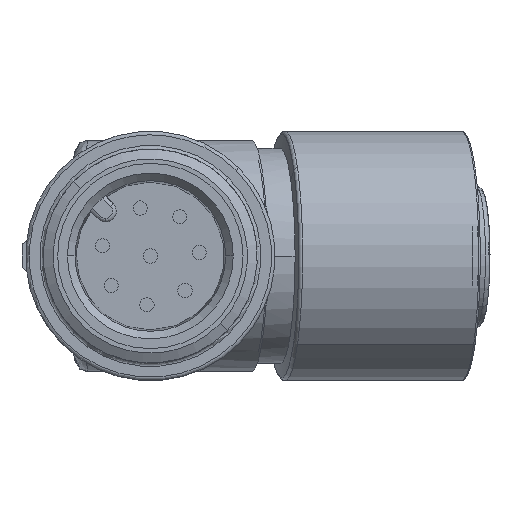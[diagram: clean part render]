
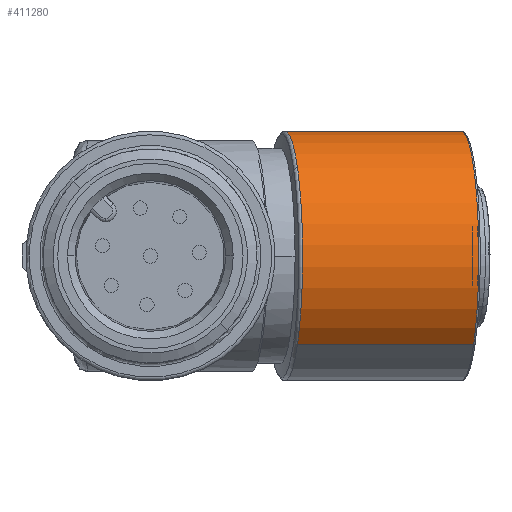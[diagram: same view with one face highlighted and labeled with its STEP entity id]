
A CAD part, left-side view. The second image highlights one B-rep face of the part: STEP entity #411280.
In plain terms, the highlighted cylindrical face has radius 7 mm (diameter 14 mm), a partial arc.
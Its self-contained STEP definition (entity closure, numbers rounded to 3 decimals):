
#303500=CARTESIAN_POINT('',(20.483,39.427,
225.042));
#303510=DIRECTION('',(0.,0.99,
0.139));
#303520=DIRECTION('',(0.707,0.098,
-0.7));
#303530=AXIS2_PLACEMENT_3D('',#303500,#303510,#303520);
#303540=CIRCLE('',#303530,7.);
#303550=CARTESIAN_POINT('',(15.533,40.116,
220.14));
#303560=VERTEX_POINT('',#303550);
#303750=CARTESIAN_POINT('',(25.432,40.116,
220.14));
#303760=VERTEX_POINT('',#303750);
#303790=EDGE_CURVE('',#303760,#303560,#303540,.T.);
#303910=CARTESIAN_POINT('',(20.483,50.448,
226.591));
#303920=DIRECTION('',(0.,-0.99,
-0.139));
#303930=DIRECTION('',(-0.707,0.098,
-0.7));
#303940=AXIS2_PLACEMENT_3D('',#303910,#303920,#303930);
#303950=CYLINDRICAL_SURFACE('',#303940,7.);
#303960=CARTESIAN_POINT('',(25.432,49.759,
231.492));
#303970=DIRECTION('',(0.,-0.99,
-0.139));
#303980=VECTOR('',#303970,1.);
#303990=LINE('',#303960,#303980);
#304000=CARTESIAN_POINT('',(25.432,48.62,
231.332));
#304010=VERTEX_POINT('',#304000);
#304020=CARTESIAN_POINT('',(25.432,38.738,
229.943));
#304030=VERTEX_POINT('',#304020);
#304040=EDGE_CURVE('',#304010,#304030,#303990,.T.);
#304090=CARTESIAN_POINT('',(15.533,51.137,
221.689));
#304100=DIRECTION('',(0.,-0.99,
-0.139));
#304110=VECTOR('',#304100,1.);
#304120=LINE('',#304090,#304110);
#304130=CARTESIAN_POINT('',(15.533,49.998,
221.529));
#304140=VERTEX_POINT('',#304130);
#304150=EDGE_CURVE('',#304140,#303560,#304120,.T.);
#304170=CARTESIAN_POINT('',(20.483,49.309,
226.43));
#304180=DIRECTION('',(0.,0.99,
0.139));
#304190=DIRECTION('',(0.707,-0.098,
0.7));
#304200=AXIS2_PLACEMENT_3D('',#304170,#304180,#304190);
#304210=CIRCLE('',#304200,7.);
#411190=EDGE_CURVE('',#304030,#303760,#303540,.T.);
#411200=ORIENTED_EDGE('',*,*,#411190,.T.);
#411210=ORIENTED_EDGE('',*,*,#304040,.T.);
#411220=EDGE_CURVE('',#304010,#304140,#304210,.T.);
#411230=ORIENTED_EDGE('',*,*,#411220,.F.);
#411240=ORIENTED_EDGE('',*,*,#304150,.F.);
#411250=ORIENTED_EDGE('',*,*,#303790,.T.);
#411260=EDGE_LOOP('',(#411250,#411240,#411230,#411210,#411200));
#411270=FACE_OUTER_BOUND('',#411260,.T.);
#411280=ADVANCED_FACE('',(#411270),#303950,.T.);
